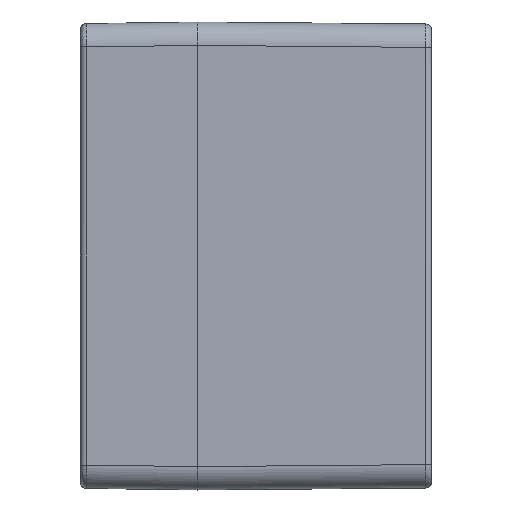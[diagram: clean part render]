
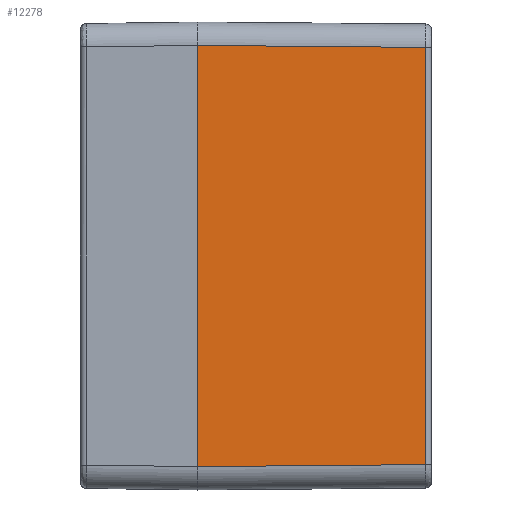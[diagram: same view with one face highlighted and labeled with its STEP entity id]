
A CAD part, left-side view. The second image highlights one B-rep face of the part: STEP entity #12278.
In plain terms, the highlighted planar face has unit normal (-1, -0.009, 0).
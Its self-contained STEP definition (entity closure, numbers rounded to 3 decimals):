
#538 = CARTESIAN_POINT ( 'NONE',  ( -179.149, 2.478, 89.149 ) ) ;
#896 = VERTEX_POINT ( 'NONE', #16637 ) ;
#1545 = VERTEX_POINT ( 'NONE', #9638 ) ;
#5444 = ORIENTED_EDGE ( 'NONE', *, *, #37034, .F. ) ;
#6019 = CARTESIAN_POINT ( 'NONE',  ( -179.149, 2.478, 29.716 ) ) ;
#8646 = ORIENTED_EDGE ( 'NONE', *, *, #11587, .F. ) ;
#8726 = CARTESIAN_POINT ( 'NONE',  ( -180., 100., -106.436 ) ) ;
#9638 = CARTESIAN_POINT ( 'NONE',  ( -180., 100., 90. ) ) ;
#10368 = VERTEX_POINT ( 'NONE', #18739 ) ;
#11587 = EDGE_CURVE ( 'NONE', #1545, #896, #30344, .T. ) ;
#11797 = EDGE_CURVE ( 'NONE', #1545, #10368, #22301, .T. ) ;
#11902 = FACE_OUTER_BOUND ( 'NONE', #21262, .T. ) ;
#12278 = ADVANCED_FACE ( 'NONE', ( #11902 ), #34449, .T. ) ;
#12916 = CARTESIAN_POINT ( 'NONE',  ( -180., 100., 90. ) ) ;
#14159 = AXIS2_PLACEMENT_3D ( 'NONE', #8726, #20727, #20172 ) ;
#15143 = CARTESIAN_POINT ( 'NONE',  ( -180., 100., 90. ) ) ;
#15584 = ORIENTED_EDGE ( 'NONE', *, *, #11797, .T. ) ;
#16637 = CARTESIAN_POINT ( 'NONE',  ( -179.149, 2.478, 89.149 ) ) ;
#18198 = B_SPLINE_CURVE_WITH_KNOTS ( 'NONE', 3,
 ( #538, #6019, #28596, #23104 ),
 .UNSPECIFIED., .F., .F.,
 ( 4, 4 ),
 ( 0., 1. ),
 .UNSPECIFIED. ) ;
#18739 = CARTESIAN_POINT ( 'NONE',  ( -180., 100., -90. ) ) ;
#20172 = DIRECTION ( 'NONE',  ( -0.009, 1., 0. ) ) ;
#20727 = DIRECTION ( 'NONE',  ( -1., -0.009, 0. ) ) ;
#21262 = EDGE_LOOP ( 'NONE', ( #8646, #15584, #23001, #5444 ) ) ;
#21920 = CARTESIAN_POINT ( 'NONE',  ( -179.149, 2.478, 89.149 ) ) ;
#22004 = CARTESIAN_POINT ( 'NONE',  ( -179.433, 34.985, -89.433 ) ) ;
#22301 = LINE ( 'NONE', #15143, #26752 ) ;
#23001 = ORIENTED_EDGE ( 'NONE', *, *, #25592, .T. ) ;
#23104 = CARTESIAN_POINT ( 'NONE',  ( -179.149, 2.478, -89.149 ) ) ;
#24383 = CARTESIAN_POINT ( 'NONE',  ( -179.716, 67.493, 89.717 ) ) ;
#24840 = CARTESIAN_POINT ( 'NONE',  ( -180., 100., -90. ) ) ;
#25450 = B_SPLINE_CURVE_WITH_KNOTS ( 'NONE', 3,
 ( #24840, #33844, #22004, #33468 ),
 .UNSPECIFIED., .F., .F.,
 ( 4, 4 ),
 ( 0., 1. ),
 .UNSPECIFIED. ) ;
#25592 = EDGE_CURVE ( 'NONE', #10368, #32257, #25450, .T. ) ;
#26752 = VECTOR ( 'NONE', #35046, 1000. ) ;
#27194 = CARTESIAN_POINT ( 'NONE',  ( -179.149, 2.478, -89.149 ) ) ;
#28596 = CARTESIAN_POINT ( 'NONE',  ( -179.149, 2.478, -29.716 ) ) ;
#30344 = B_SPLINE_CURVE_WITH_KNOTS ( 'NONE', 3,
 ( #12916, #24383, #30385, #21920 ),
 .UNSPECIFIED., .F., .F.,
 ( 4, 4 ),
 ( 0., 1. ),
 .UNSPECIFIED. ) ;
#30385 = CARTESIAN_POINT ( 'NONE',  ( -179.433, 34.985, 89.433 ) ) ;
#32257 = VERTEX_POINT ( 'NONE', #27194 ) ;
#33468 = CARTESIAN_POINT ( 'NONE',  ( -179.149, 2.478, -89.149 ) ) ;
#33844 = CARTESIAN_POINT ( 'NONE',  ( -179.716, 67.493, -89.717 ) ) ;
#34449 = PLANE ( 'NONE',  #14159 ) ;
#35046 = DIRECTION ( 'NONE',  ( 0., 0., -1. ) ) ;
#37034 = EDGE_CURVE ( 'NONE', #896, #32257, #18198, .T. ) ;
